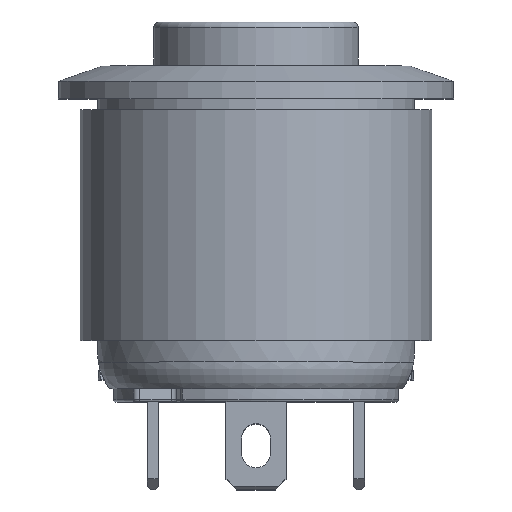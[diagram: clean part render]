
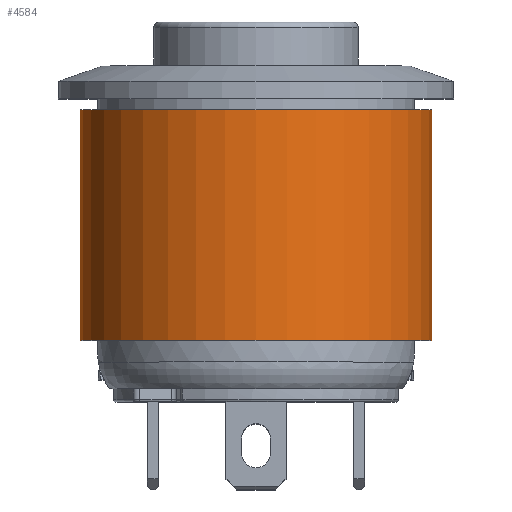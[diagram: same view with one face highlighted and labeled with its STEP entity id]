
A CAD part, top view. The second image highlights one B-rep face of the part: STEP entity #4584.
In plain terms, the highlighted cylindrical face has radius 8 mm (diameter 16 mm), a full revolution.
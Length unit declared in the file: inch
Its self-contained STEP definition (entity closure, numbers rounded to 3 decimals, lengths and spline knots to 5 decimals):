
#507=FACE_OUTER_BOUND('',#804,.T.);
#804=EDGE_LOOP('',(#4168,#4169,#4170,#4171,#4172,#4173));
#1172=LINE('',#8149,#1536);
#1536=VECTOR('',#6582,0.31496);
#1789=CIRCLE('',#5138,0.31496);
#1790=CIRCLE('',#5139,0.31496);
#1791=CIRCLE('',#5141,0.31496);
#1792=CIRCLE('',#5142,0.31496);
#2200=VERTEX_POINT('',#8140);
#2201=VERTEX_POINT('',#8141);
#2202=VERTEX_POINT('',#8145);
#2203=VERTEX_POINT('',#8146);
#2860=EDGE_CURVE('',#2200,#2201,#1789,.T.);
#2861=EDGE_CURVE('',#2201,#2200,#1790,.T.);
#2862=EDGE_CURVE('',#2202,#2203,#1791,.T.);
#2863=EDGE_CURVE('',#2203,#2202,#1792,.T.);
#2864=EDGE_CURVE('',#2203,#2201,#1172,.T.);
#4168=ORIENTED_EDGE('',*,*,#2862,.F.);
#4169=ORIENTED_EDGE('',*,*,#2863,.F.);
#4170=ORIENTED_EDGE('',*,*,#2864,.T.);
#4171=ORIENTED_EDGE('',*,*,#2861,.T.);
#4172=ORIENTED_EDGE('',*,*,#2860,.T.);
#4173=ORIENTED_EDGE('',*,*,#2864,.F.);
#4314=CYLINDRICAL_SURFACE('',#5140,0.31496);
#4584=ADVANCED_FACE('',(#507),#4314,.T.);
#5138=AXIS2_PLACEMENT_3D('',#8142,#6572,#6573);
#5139=AXIS2_PLACEMENT_3D('',#8143,#6574,#6575);
#5140=AXIS2_PLACEMENT_3D('',#8144,#6576,#6577);
#5141=AXIS2_PLACEMENT_3D('',#8147,#6578,#6579);
#5142=AXIS2_PLACEMENT_3D('',#8148,#6580,#6581);
#6572=DIRECTION('center_axis',(0.,-1.,0.));
#6573=DIRECTION('ref_axis',(1.,0.,0.));
#6574=DIRECTION('center_axis',(0.,-1.,0.));
#6575=DIRECTION('ref_axis',(1.,0.,0.));
#6576=DIRECTION('center_axis',(0.,-1.,0.));
#6577=DIRECTION('ref_axis',(1.,0.,0.));
#6578=DIRECTION('center_axis',(0.,-1.,0.));
#6579=DIRECTION('ref_axis',(1.,0.,0.));
#6580=DIRECTION('center_axis',(0.,-1.,0.));
#6581=DIRECTION('ref_axis',(1.,0.,0.));
#6582=DIRECTION('',(0.,1.,0.));
#8140=CARTESIAN_POINT('',(0.31496,-0.01969,0.));
#8141=CARTESIAN_POINT('',(-0.31496,-0.01969,0.));
#8142=CARTESIAN_POINT('Origin',(0.,-0.01969,0.));
#8143=CARTESIAN_POINT('Origin',(0.,-0.01969,0.));
#8144=CARTESIAN_POINT('Origin',(0.,0.00098,0.));
#8145=CARTESIAN_POINT('',(0.31496,-0.43307,0.));
#8146=CARTESIAN_POINT('',(-0.31496,-0.43307,0.));
#8147=CARTESIAN_POINT('Origin',(0.,-0.43307,0.));
#8148=CARTESIAN_POINT('Origin',(0.,-0.43307,0.));
#8149=CARTESIAN_POINT('',(-0.31496,0.00098,0.));
